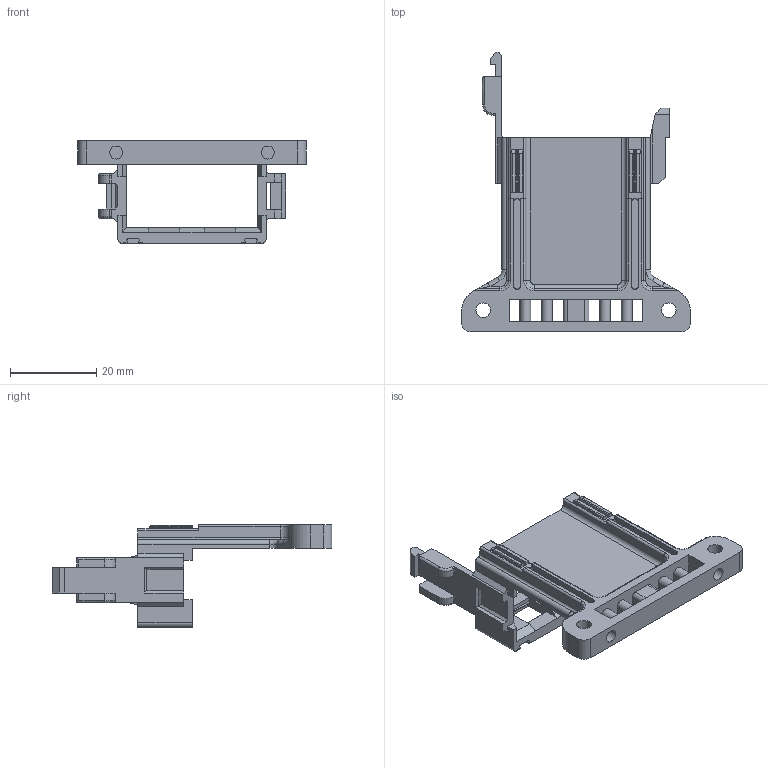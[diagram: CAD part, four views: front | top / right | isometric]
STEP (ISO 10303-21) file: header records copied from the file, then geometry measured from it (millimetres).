
FILE_DESCRIPTION((''),'2;1');
FILE_NAME('LJT2','2017-09-12T',('tl.yang'),(''),'PRO/ENGINEER BY PARAMETRIC TECHNOLOGY CORPORATION, 2011500','PRO/ENGINEER BY PARAMETRIC TECHNOLOGY CORPORATION, 2011500','');
FILE_SCHEMA(('CONFIG_CONTROL_DESIGN'));
Length unit declared in the file: millimetre
Products named in the file (1): LJT2
Bounding box: 53 x 64.9 x 23.8 mm (x, y, z)
Volume: 7678.9 mm3; surface area: 8374.6 mm2
Topology: 1 solids, 1 shells, 284 faces, 805 edges, 518 vertices
Faces by surface type: plane 172, cylinder 94, torus 10, cone 4, bspline 4
Entity records: 9545 total; most frequent: CARTESIAN_POINT 2034, ORIENTED_EDGE 1610, DIRECTION 1507, EDGE_CURVE 805, VECTOR 593, LINE 593, VERTEX_POINT 518, AXIS2_PLACEMENT_3D 457
